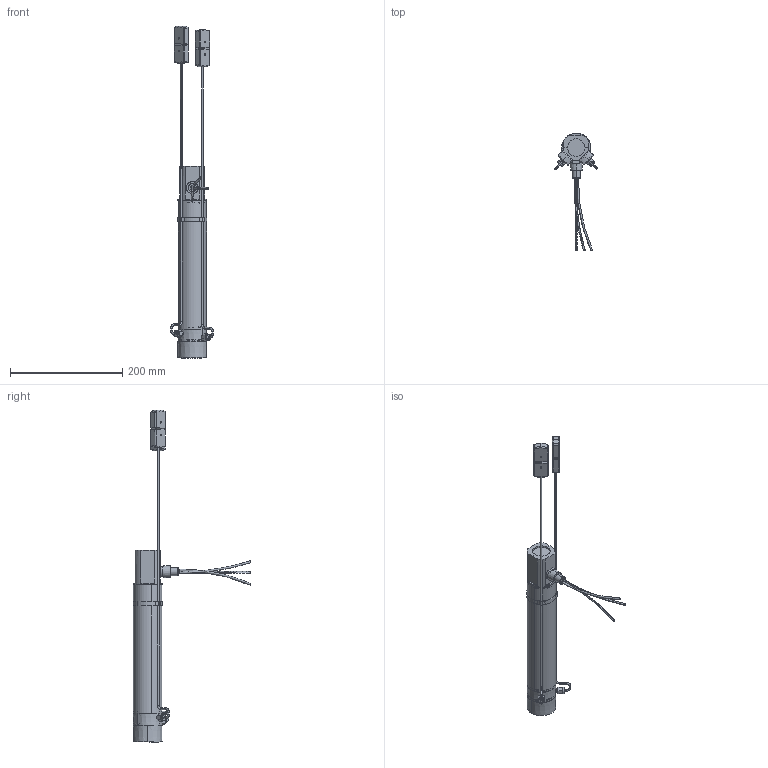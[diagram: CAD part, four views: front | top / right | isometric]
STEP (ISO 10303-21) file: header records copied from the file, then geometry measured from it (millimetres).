
FILE_DESCRIPTION (( 'STEP AP203' ), '1' );
FILE_NAME ('HT200-2CER-1F-1 1-4F-TF2 NOV2017 203.STEP', '2017-11-14T15:18:45', ( '' ), ( '' ), 'SwSTEP 2.0', 'SolidWorks 2017', '' );
FILE_SCHEMA (( 'CONFIG_CONTROL_DESIGN' ));
Length unit declared in the file: inch
Products named in the file (1): HT200-2CER-1F-1 1-4F-TF2 NOV2017 203
Bounding box: 76.33 x 209.64 x 590.3 mm (x, y, z)
Volume: 215842.5 mm3; surface area: 157217.5 mm2
Topology: 23 solids, 23 shells, 446 faces, 1048 edges, 632 vertices
Faces by surface type: cylinder 206, plane 114, bspline 70, cone 48, torus 8
Entity records: 14229 total; most frequent: CARTESIAN_POINT 3923, DIRECTION 2326, ORIENTED_EDGE 2032, EDGE_CURVE 1016, AXIS2_PLACEMENT_3D 983, VERTEX_POINT 632, CIRCLE 606, EDGE_LOOP 502
